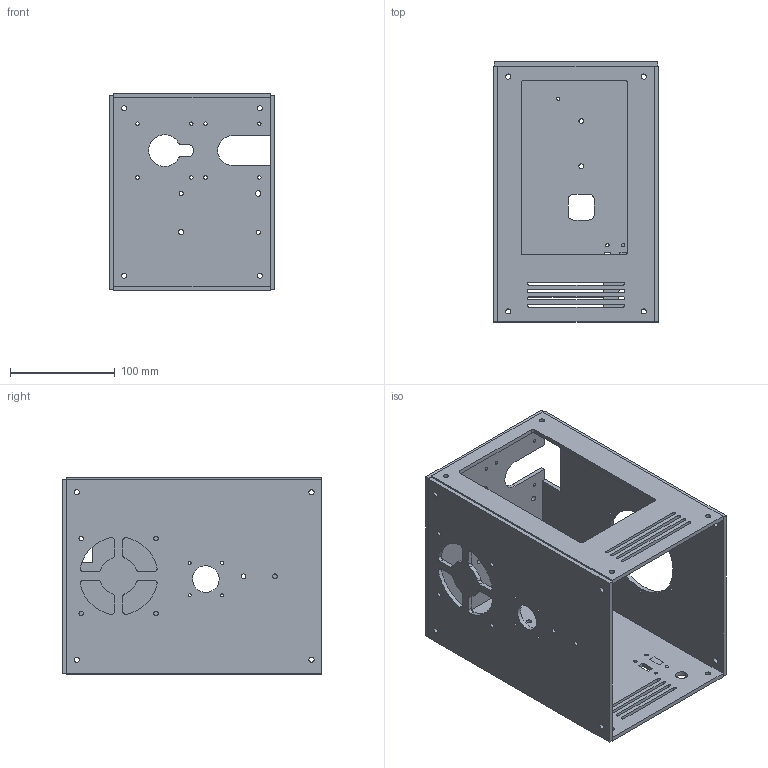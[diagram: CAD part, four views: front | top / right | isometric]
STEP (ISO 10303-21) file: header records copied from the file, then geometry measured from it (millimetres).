
FILE_DESCRIPTION(/* description */ (''),/* implementation_level */ '2;1');
FILE_NAME(/* name */ 'New shell.step',/* time_stamp */ '2020-03-29T15:55:27-04:00',/* author */ (''),/* organization */ (''),/* preprocessor_version */ 'ST-DEVELOPER v18',/* originating_system */ 'Autodesk Translation Framework v8.12.0.6',/* authorisation */ '');
FILE_SCHEMA (('AUTOMOTIVE_DESIGN { 1 0 10303 214 3 1 1 }'));
Length unit declared in the file: millimetre
Products named in the file (7): Shell (1); Raspberry Pi 7 Touch Screen LCD v1; Component41; Component44; Component43; Component42; Component45
Assembly tree (6 placements, depth 2):
  Shell (1)
    Raspberry Pi 7 Touch Screen LCD v1
    Component41
    Component44
    Component43
    Component42
    Component45
Bounding box: 158.2 x 248.5 x 188.2 mm (x, y, z)
Volume: 655308 mm3; surface area: 351975.4 mm2
Topology: 5 solids, 5 shells, 194 faces, 553 edges, 372 vertices
Faces by surface type: cylinder 112, plane 82
Full cylindrical faces by diameter (mm): 3 x12, 3.175 x4, 3.2 x8, 4 x2, 4.3 x4, 4.5 x4, 5 x16, 5.125 x2, 6 x4, 11.2 x1, 25.5 x1, 86.5 x1
Entity records: 6942 total; most frequent: DIRECTION 1201, CARTESIAN_POINT 1132, ORIENTED_EDGE 1106, EDGE_CURVE 553, AXIS2_PLACEMENT_3D 441, VERTEX_POINT 372, EDGE_LOOP 343, LINE 319
